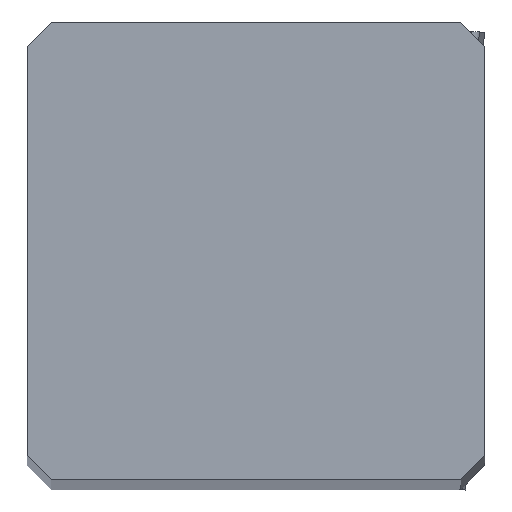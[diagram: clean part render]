
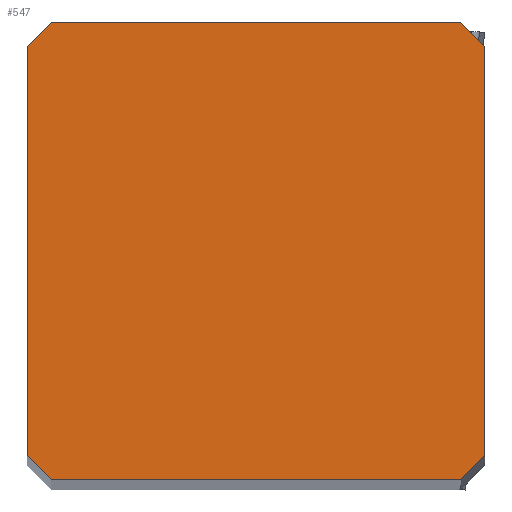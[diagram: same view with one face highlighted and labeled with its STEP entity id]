
A CAD part, top view. The second image highlights one B-rep face of the part: STEP entity #547.
In plain terms, the highlighted planar face has unit normal (0, 0, 1).
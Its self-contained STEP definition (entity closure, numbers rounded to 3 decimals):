
#476=FACE_OUTER_BOUND('',#662,.T.);
#547=ADVANCED_FACE('',(#476),#608,.T.);
#608=PLANE('',#1942);
#662=EDGE_LOOP('',(#849,#850,#851,#852,#853,#854,#855,#856));
#849=ORIENTED_EDGE('',*,*,#1319,.F.);
#850=ORIENTED_EDGE('',*,*,#1320,.F.);
#851=ORIENTED_EDGE('',*,*,#1279,.T.);
#852=ORIENTED_EDGE('',*,*,#1318,.F.);
#853=ORIENTED_EDGE('',*,*,#1321,.F.);
#854=ORIENTED_EDGE('',*,*,#1322,.F.);
#855=ORIENTED_EDGE('',*,*,#1323,.T.);
#856=ORIENTED_EDGE('',*,*,#1324,.F.);
#1133=VERTEX_POINT('',#2557);
#1134=VERTEX_POINT('',#2559);
#1163=VERTEX_POINT('',#2635);
#1164=VERTEX_POINT('',#2639);
#1165=VERTEX_POINT('',#2640);
#1166=VERTEX_POINT('',#2643);
#1167=VERTEX_POINT('',#2645);
#1168=VERTEX_POINT('',#2647);
#1279=EDGE_CURVE('',#1134,#1133,#1578,.T.);
#1318=EDGE_CURVE('',#1163,#1133,#1609,.T.);
#1319=EDGE_CURVE('',#1164,#1165,#1610,.T.);
#1320=EDGE_CURVE('',#1134,#1164,#1611,.T.);
#1321=EDGE_CURVE('',#1166,#1163,#1612,.T.);
#1322=EDGE_CURVE('',#1167,#1166,#1613,.T.);
#1323=EDGE_CURVE('',#1167,#1168,#1614,.T.);
#1324=EDGE_CURVE('',#1165,#1168,#1615,.T.);
#1578=LINE('',#2558,#1690);
#1609=LINE('',#2636,#1721);
#1610=LINE('',#2638,#1722);
#1611=LINE('',#2641,#1723);
#1612=LINE('',#2642,#1724);
#1613=LINE('',#2644,#1725);
#1614=LINE('',#2646,#1726);
#1615=LINE('',#2648,#1727);
#1690=VECTOR('',#2153,1.);
#1721=VECTOR('',#2218,1.);
#1722=VECTOR('',#2221,1.);
#1723=VECTOR('',#2222,1.);
#1724=VECTOR('',#2223,1.);
#1725=VECTOR('',#2224,1.);
#1726=VECTOR('',#2225,1.);
#1727=VECTOR('',#2226,1.);
#1942=AXIS2_PLACEMENT_3D('',#2649,#2227,#2228);
#2153=DIRECTION('',(1.,0.,0.));
#2218=DIRECTION('',(-0.707,-0.707,0.));
#2221=DIRECTION('',(0.,1.,0.));
#2222=DIRECTION('',(-0.707,0.707,0.));
#2223=DIRECTION('',(0.,-1.,0.));
#2224=DIRECTION('',(0.707,-0.707,0.));
#2225=DIRECTION('',(-1.,0.,0.));
#2226=DIRECTION('',(0.707,0.707,0.));
#2227=DIRECTION('',(0.,0.,1.));
#2228=DIRECTION('',(-1.,0.,0.));
#2557=CARTESIAN_POINT('',(9.025,0.,0.));
#2558=CARTESIAN_POINT('',(0.5,0.,0.));
#2559=CARTESIAN_POINT('',(0.5,0.,0.));
#2635=CARTESIAN_POINT('',(9.525,0.5,0.));
#2636=CARTESIAN_POINT('',(9.525,0.5,0.));
#2638=CARTESIAN_POINT('',(0.,0.5,0.));
#2639=CARTESIAN_POINT('',(0.,0.5,0.));
#2640=CARTESIAN_POINT('',(0.,9.025,0.));
#2641=CARTESIAN_POINT('',(0.5,0.,0.));
#2642=CARTESIAN_POINT('',(9.525,9.025,0.));
#2643=CARTESIAN_POINT('',(9.525,9.025,0.));
#2644=CARTESIAN_POINT('',(9.025,9.525,0.));
#2645=CARTESIAN_POINT('',(9.025,9.525,0.));
#2646=CARTESIAN_POINT('',(9.025,9.525,0.));
#2647=CARTESIAN_POINT('',(0.5,9.525,0.));
#2648=CARTESIAN_POINT('',(0.,9.025,0.));
#2649=CARTESIAN_POINT('',(4.763,4.763,0.));
